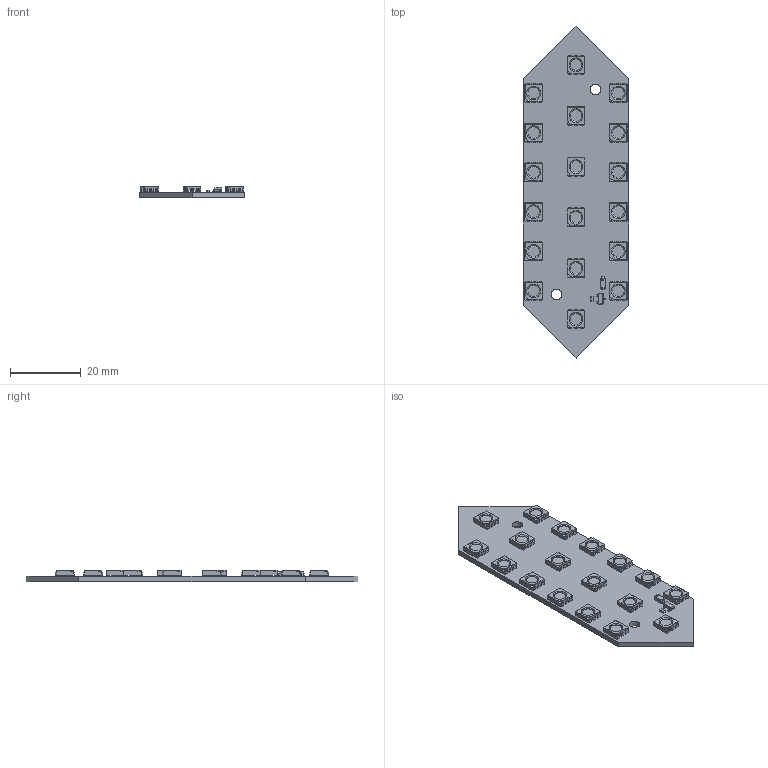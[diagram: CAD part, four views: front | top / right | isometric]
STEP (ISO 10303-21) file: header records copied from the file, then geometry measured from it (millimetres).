
FILE_DESCRIPTION(('KiCad electronic assembly'),'2;1');
FILE_NAME('bigass_7_segment.step','2020-10-07T01:19:10',('An Author'),( 'A Company'),'Open CASCADE STEP processor 6.9', 'KiCad to STEP converter','Unknown');
FILE_SCHEMA(('AUTOMOTIVE_DESIGN { 1 0 10303 214 1 1 1 1 }'));
Length unit declared in the file: millimetre
Products named in the file (10): Open CASCADE STEP translator 6.9 1; D_SOD-123; SOLID; SOT-23; R_0603_1608Metric; LED_RGB_5050-6; COMPOUND
Assembly tree (26 placements, depth 3):
  Open CASCADE STEP translator 6.9 1
    D_SOD-123
      SOLID
    SOT-23
      SOLID
    R_0603_1608Metric
      SOLID
    LED_RGB_5050-6  x18
      SOLID
    COMPOUND
Bounding box: 30 x 94 x 3.25 mm (x, y, z)
Volume: 4381.3 mm3; surface area: 6913.9 mm2
Topology: 22 solids, 22 shells, 1979 faces, 6206 edges, 4074 vertices
Faces by surface type: plane 1122, cylinder 786, bspline 53, cone 18
Full cylindrical faces by diameter (mm): 3 x2, 3.333 x18
Entity records: 20833 total; most frequent: CARTESIAN_POINT 3995, DIRECTION 2655, LINE 1804, VECTOR 1804, ORIENTED_EDGE 1498, PCURVE 1498, DEFINITIONAL_REPRESENTATION 1498, EDGE_CURVE 749
